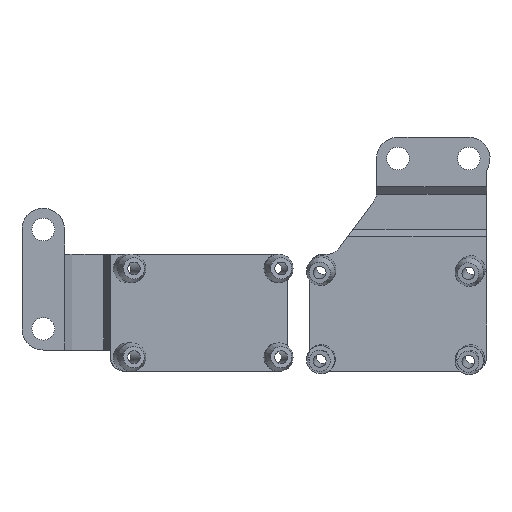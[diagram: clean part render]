
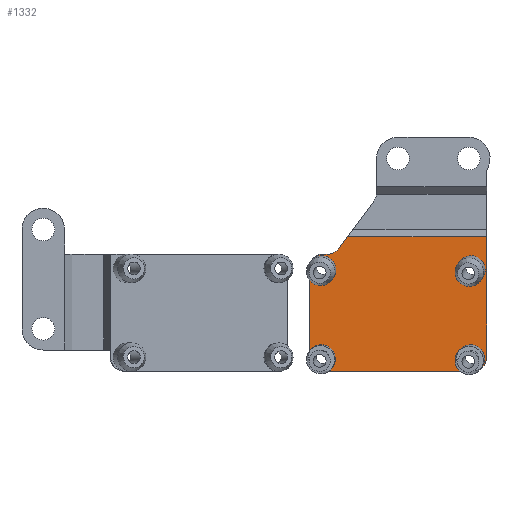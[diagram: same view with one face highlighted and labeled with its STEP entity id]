
A CAD part, top view. The second image highlights one B-rep face of the part: STEP entity #1332.
In plain terms, the highlighted planar face has unit normal (0, 0, 1).
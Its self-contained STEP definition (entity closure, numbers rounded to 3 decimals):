
#27=FACE_BOUND('',#195,.T.);
#52=PLANE('',#1464);
#109=FACE_OUTER_BOUND('',#194,.T.);
#194=EDGE_LOOP('',(#1008,#1009,#1010,#1011,#1012,#1013,#1014,#1015,#1016,
#1017,#1018,#1019,#1020));
#195=EDGE_LOOP('',(#1021));
#261=ELLIPSE('',#1399,2.012,2.);
#264=ELLIPSE('',#1402,2.012,2.);
#269=ELLIPSE('',#1417,2.012,2.);
#272=ELLIPSE('',#1422,2.012,2.);
#277=ELLIPSE('',#1429,2.012,2.);
#315=LINE('',#2127,#415);
#328=LINE('',#2170,#428);
#334=LINE('',#2182,#434);
#338=LINE('',#2191,#438);
#339=LINE('',#2197,#439);
#340=LINE('',#2198,#440);
#415=VECTOR('',#1677,10.);
#428=VECTOR('',#1712,10.);
#434=VECTOR('',#1724,10.);
#438=VECTOR('',#1734,10.);
#439=VECTOR('',#1743,10.);
#440=VECTOR('',#1744,10.);
#523=CIRCLE('',#1460,2.);
#524=CIRCLE('',#1463,2.);
#525=CIRCLE('',#1465,2.);
#557=VERTEX_POINT('',#2013);
#558=VERTEX_POINT('',#2015);
#561=VERTEX_POINT('',#2021);
#571=VERTEX_POINT('',#2062);
#575=VERTEX_POINT('',#2072);
#576=VERTEX_POINT('',#2074);
#581=VERTEX_POINT('',#2086);
#582=VERTEX_POINT('',#2088);
#606=VERTEX_POINT('',#2167);
#607=VERTEX_POINT('',#2169);
#610=VERTEX_POINT('',#2180);
#611=VERTEX_POINT('',#2185);
#612=VERTEX_POINT('',#2189);
#613=VERTEX_POINT('',#2195);
#685=EDGE_CURVE('',#558,#557,#261,.T.);
#689=EDGE_CURVE('',#557,#561,#264,.T.);
#704=EDGE_CURVE('',#571,#571,#269,.T.);
#709=EDGE_CURVE('',#576,#575,#272,.T.);
#716=EDGE_CURVE('',#582,#581,#277,.T.);
#728=EDGE_CURVE('',#575,#558,#315,.T.);
#749=EDGE_CURVE('',#607,#606,#328,.T.);
#756=EDGE_CURVE('',#606,#610,#334,.T.);
#759=EDGE_CURVE('',#611,#610,#523,.T.);
#761=EDGE_CURVE('',#611,#612,#338,.T.);
#762=EDGE_CURVE('',#582,#612,#524,.T.);
#763=EDGE_CURVE('',#613,#561,#525,.T.);
#764=EDGE_CURVE('',#613,#607,#339,.T.);
#765=EDGE_CURVE('',#581,#576,#340,.T.);
#1008=ORIENTED_EDGE('',*,*,#685,.T.);
#1009=ORIENTED_EDGE('',*,*,#689,.T.);
#1010=ORIENTED_EDGE('',*,*,#763,.F.);
#1011=ORIENTED_EDGE('',*,*,#764,.T.);
#1012=ORIENTED_EDGE('',*,*,#749,.T.);
#1013=ORIENTED_EDGE('',*,*,#756,.T.);
#1014=ORIENTED_EDGE('',*,*,#759,.F.);
#1015=ORIENTED_EDGE('',*,*,#761,.T.);
#1016=ORIENTED_EDGE('',*,*,#762,.F.);
#1017=ORIENTED_EDGE('',*,*,#716,.T.);
#1018=ORIENTED_EDGE('',*,*,#765,.T.);
#1019=ORIENTED_EDGE('',*,*,#709,.T.);
#1020=ORIENTED_EDGE('',*,*,#728,.T.);
#1021=ORIENTED_EDGE('',*,*,#704,.T.);
#1332=ADVANCED_FACE('',(#109,#27),#52,.T.);
#1399=AXIS2_PLACEMENT_3D('',#2016,#1574,#1575);
#1402=AXIS2_PLACEMENT_3D('',#2034,#1580,#1581);
#1417=AXIS2_PLACEMENT_3D('',#2064,#1615,#1616);
#1422=AXIS2_PLACEMENT_3D('',#2075,#1626,#1627);
#1429=AXIS2_PLACEMENT_3D('',#2089,#1641,#1642);
#1460=AXIS2_PLACEMENT_3D('',#2187,#1729,#1730);
#1463=AXIS2_PLACEMENT_3D('',#2193,#1737,#1738);
#1464=AXIS2_PLACEMENT_3D('',#2194,#1739,#1740);
#1465=AXIS2_PLACEMENT_3D('',#2196,#1741,#1742);
#1574=DIRECTION('center_axis',(0.,0.,-1.));
#1575=DIRECTION('ref_axis',(0.596,0.803,0.));
#1580=DIRECTION('center_axis',(0.,0.,-1.));
#1581=DIRECTION('ref_axis',(0.596,0.803,0.));
#1615=DIRECTION('center_axis',(0.,0.,-1.));
#1616=DIRECTION('ref_axis',(0.596,0.803,0.));
#1626=DIRECTION('center_axis',(0.,0.,-1.));
#1627=DIRECTION('ref_axis',(0.596,0.803,0.));
#1641=DIRECTION('center_axis',(0.,0.,-1.));
#1642=DIRECTION('ref_axis',(0.596,0.803,0.));
#1677=DIRECTION('',(1.,0.,0.));
#1712=DIRECTION('',(-1.,0.,0.));
#1724=DIRECTION('',(-0.597,-0.802,0.));
#1729=DIRECTION('center_axis',(0.,0.,1.));
#1730=DIRECTION('ref_axis',(0.449,-0.894,0.));
#1734=DIRECTION('',(-1.,0.,0.));
#1737=DIRECTION('center_axis',(0.,0.,-1.));
#1738=DIRECTION('ref_axis',(-0.707,0.707,0.));
#1739=DIRECTION('center_axis',(0.,0.,1.));
#1740=DIRECTION('ref_axis',(1.,0.,0.));
#1741=DIRECTION('center_axis',(0.,0.,-1.));
#1742=DIRECTION('ref_axis',(0.707,-0.707,0.));
#1743=DIRECTION('',(0.,1.,0.));
#1744=DIRECTION('',(0.,-1.,0.));
#2013=CARTESIAN_POINT('',(22.222,-12.763,3.));
#2015=CARTESIAN_POINT('',(23.212,-14.5,3.));
#2016=CARTESIAN_POINT('Origin',(24.227,-12.763,3.));
#2021=CARTESIAN_POINT('',(25.743,-14.067,3.));
#2034=CARTESIAN_POINT('Origin',(24.227,-12.763,3.));
#2062=CARTESIAN_POINT('',(22.293,-0.215,3.));
#2064=CARTESIAN_POINT('Origin',(24.297,-0.215,3.));
#2072=CARTESIAN_POINT('',(4.178,-14.5,3.));
#2074=CARTESIAN_POINT('',(1.5,-11.682,3.));
#2075=CARTESIAN_POINT('Origin',(3.183,-12.763,3.));
#2086=CARTESIAN_POINT('',(1.5,-1.197,3.));
#2088=CARTESIAN_POINT('',(2.071,1.399,3.));
#2089=CARTESIAN_POINT('Origin',(3.253,-0.215,3.));
#2127=CARTESIAN_POINT('',(26.5,-14.5,3.));
#2167=CARTESIAN_POINT('',(6.905,4.5,3.));
#2169=CARTESIAN_POINT('',(26.5,4.5,3.));
#2170=CARTESIAN_POINT('',(26.5,4.5,3.));
#2180=CARTESIAN_POINT('',(5.643,2.806,3.));
#2182=CARTESIAN_POINT('',(11.,10.,3.));
#2185=CARTESIAN_POINT('',(4.039,2.,3.));
#2187=CARTESIAN_POINT('Origin',(4.039,4.,3.));
#2189=CARTESIAN_POINT('',(3.5,2.,3.));
#2191=CARTESIAN_POINT('',(1.5,2.,3.));
#2193=CARTESIAN_POINT('Origin',(3.5,0.,3.));
#2194=CARTESIAN_POINT('Origin',(14.,-5.,3.));
#2195=CARTESIAN_POINT('',(26.5,-12.5,3.));
#2196=CARTESIAN_POINT('Origin',(24.5,-12.5,3.));
#2197=CARTESIAN_POINT('',(26.5,2.,3.));
#2198=CARTESIAN_POINT('',(1.5,-14.5,3.));
